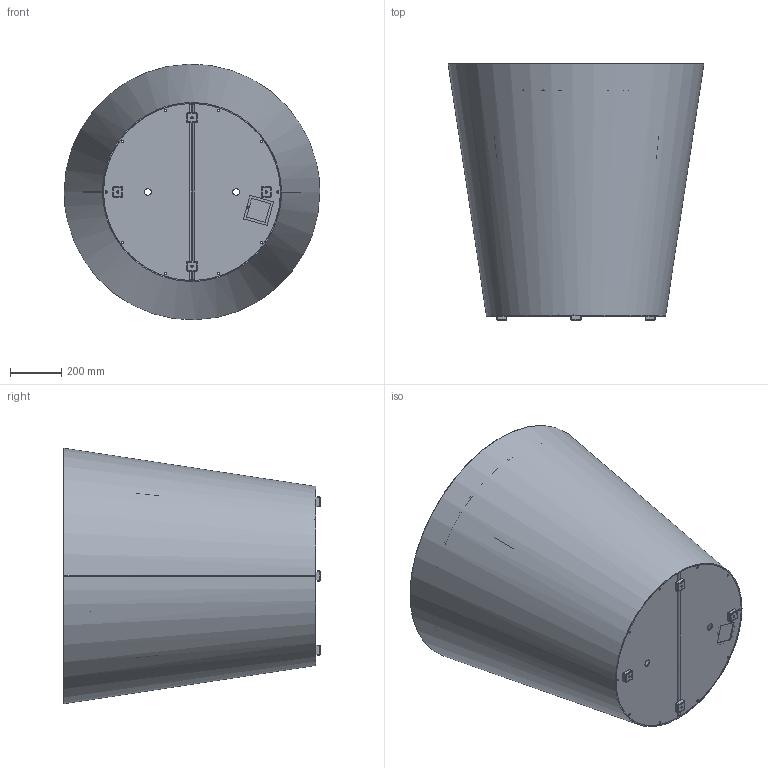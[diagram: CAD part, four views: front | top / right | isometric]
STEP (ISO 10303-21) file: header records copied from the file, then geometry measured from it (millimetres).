
FILE_DESCRIPTION (( 'STEP AP214' ), '1' );
FILE_NAME ('VAZA VSA1 Ø1000x1000.STEP', '2021-09-14T12:16:48', ( '' ), ( '' ), 'SwSTEP 2.0', 'SolidWorks 2021', '' );
FILE_SCHEMA (( 'AUTOMOTIVE_DESIGN' ));
Length unit declared in the file: millimetre
Products named in the file (8): VAZA VSA1 Bottom sinkhole; VAZA VSA1  Ø1000x1000; VAZA VSA1 Sinkhole cover_DefaultSM-FLAT-PATTERN; VAZA VSA1 Feet; VAZA VSA1 Lifting strip_Domyslna; VAZA VSA1 Reinforcement; VAZA VSA1 Wall 4mm; VAZA VSA1 Bottom
Assembly tree (15 placements, depth 2):
  VAZA VSA1  Ø1000x1000
    VAZA VSA1 Wall 4mm  x2
    VAZA VSA1 Bottom sinkhole
    VAZA VSA1 Bottom
    VAZA VSA1 Feet  x4
    VAZA VSA1 Lifting strip_Domyslna  x4
    VAZA VSA1 Sinkhole cover_DefaultSM-FLAT-PATTERN
    VAZA VSA1 Reinforcement  x2
Bounding box: 1000 x 1003.6 x 999.64 mm (x, y, z)
Volume: 13085384.4 mm3; surface area: 6522082.7 mm2
Topology: 15 solids, 15 shells, 319 faces, 723 edges, 434 vertices
Faces by surface type: plane 148, cylinder 125, bspline 46
Entity records: 6009 total; most frequent: CARTESIAN_POINT 2296, DIRECTION 699, ORIENTED_EDGE 684, EDGE_CURVE 342, AXIS2_PLACEMENT_3D 259, VERTEX_POINT 212, LINE 181, VECTOR 181
